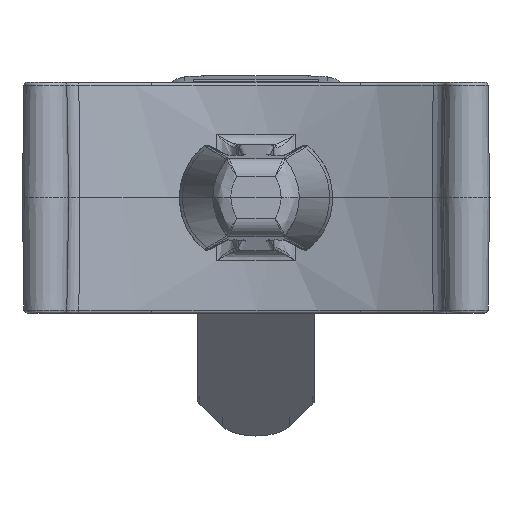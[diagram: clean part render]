
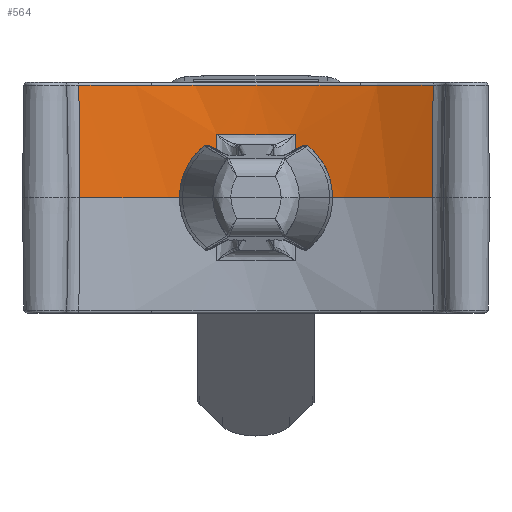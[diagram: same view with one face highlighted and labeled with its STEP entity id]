
A CAD part, front view. The second image highlights one B-rep face of the part: STEP entity #564.
In plain terms, the highlighted conical face has half-angle 1 degrees and reference radius 15.989 mm.
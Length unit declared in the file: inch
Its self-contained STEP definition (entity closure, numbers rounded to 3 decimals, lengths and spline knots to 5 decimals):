
#235=CONICAL_SURFACE('',#5179,0.6295,1.);
#385=B_SPLINE_CURVE_WITH_KNOTS('',3,(#8006,#8007,#8008,#8009,#8010,#8011,
#8012,#8013,#8014,#8015),.UNSPECIFIED.,.F.,.F.,(4,3,3,4),(0.,0.63484,
0.84392,1.),.UNSPECIFIED.);
#386=B_SPLINE_CURVE_WITH_KNOTS('',3,(#8019,#8020,#8021,#8022,#8023,#8024,
#8025,#8026,#8027,#8028),.UNSPECIFIED.,.F.,.F.,(4,3,3,4),(0.,0.15608,
0.79093,1.),.UNSPECIFIED.);
#564=ADVANCED_FACE('',(#968),#235,.F.);
#968=FACE_OUTER_BOUND('',#1290,.T.);
#1290=EDGE_LOOP('',(#2673,#2674,#2675,#2676,#2677,#2678,#2679,#2680));
#1584=CIRCLE('',#5175,0.63264);
#1585=CIRCLE('',#5176,0.6295);
#1586=CIRCLE('',#5177,0.63126);
#1587=CIRCLE('',#5178,0.6295);
#1859=LINE('',#7997,#2148);
#1860=LINE('',#8002,#2149);
#2148=VECTOR('',#5962,1.);
#2149=VECTOR('',#5965,1.);
#2673=ORIENTED_EDGE('',*,*,#4444,.F.);
#2674=ORIENTED_EDGE('',*,*,#4445,.T.);
#2675=ORIENTED_EDGE('',*,*,#4446,.T.);
#2676=ORIENTED_EDGE('',*,*,#4447,.F.);
#2677=ORIENTED_EDGE('',*,*,#4448,.T.);
#2678=ORIENTED_EDGE('',*,*,#4449,.T.);
#2679=ORIENTED_EDGE('',*,*,#4450,.T.);
#2680=ORIENTED_EDGE('',*,*,#4451,.F.);
#3959=VERTEX_POINT('',#7998);
#3960=VERTEX_POINT('',#7999);
#3961=VERTEX_POINT('',#8001);
#3962=VERTEX_POINT('',#8003);
#3963=VERTEX_POINT('',#8005);
#3964=VERTEX_POINT('',#8016);
#3965=VERTEX_POINT('',#8018);
#3966=VERTEX_POINT('',#8029);
#4444=EDGE_CURVE('',#3959,#3960,#1859,.T.);
#4445=EDGE_CURVE('',#3959,#3961,#1584,.T.);
#4446=EDGE_CURVE('',#3961,#3962,#1860,.T.);
#4447=EDGE_CURVE('',#3963,#3962,#1585,.T.);
#4448=EDGE_CURVE('',#3963,#3964,#385,.T.);
#4449=EDGE_CURVE('',#3964,#3965,#1586,.T.);
#4450=EDGE_CURVE('',#3965,#3966,#386,.T.);
#4451=EDGE_CURVE('',#3960,#3966,#1587,.T.);
#5175=AXIS2_PLACEMENT_3D('',#8000,#5963,#5964);
#5176=AXIS2_PLACEMENT_3D('',#8004,#5966,#5967);
#5177=AXIS2_PLACEMENT_3D('',#8017,#5968,#5969);
#5178=AXIS2_PLACEMENT_3D('',#8030,#5970,#5971);
#5179=AXIS2_PLACEMENT_3D('',#8031,#5972,#5973);
#5962=DIRECTION('',(-0.008,-0.016,-1.));
#5963=DIRECTION('',(0.,0.,1.));
#5964=DIRECTION('',(-1.,0.,0.));
#5965=DIRECTION('',(0.008,-0.016,-1.));
#5966=DIRECTION('',(0.,0.,1.));
#5967=DIRECTION('',(1.,0.,0.));
#5968=DIRECTION('',(0.,0.,-1.));
#5969=DIRECTION('',(-1.,0.,0.));
#5970=DIRECTION('',(0.,0.,1.));
#5971=DIRECTION('',(1.,0.,0.));
#5972=DIRECTION('',(0.,0.,1.));
#5973=DIRECTION('',(1.,0.,0.));
#7997=CARTESIAN_POINT('',(0.26807,-0.13001,-1.83328));
#7998=CARTESIAN_POINT('',(0.28383,-0.0986,0.18009));
#7999=CARTESIAN_POINT('',(0.28242,-0.10141,0.));
#8000=CARTESIAN_POINT('',(0.,-0.664,0.18009));
#8001=CARTESIAN_POINT('',(-0.28383,-0.0986,0.18009));
#8002=CARTESIAN_POINT('',(-0.26807,-0.13001,-1.83328));
#8003=CARTESIAN_POINT('',(-0.28242,-0.10141,0.));
#8004=CARTESIAN_POINT('',(0.,-0.664,0.));
#8005=CARTESIAN_POINT('',(-0.06637,-0.03801,0.));
#8006=CARTESIAN_POINT('',(-0.06637,-0.03801,0.));
#8007=CARTESIAN_POINT('',(-0.06559,-0.03755,0.02131));
#8008=CARTESIAN_POINT('',(-0.0648,-0.0371,0.04263));
#8009=CARTESIAN_POINT('',(-0.06401,-0.03664,0.06394));
#8010=CARTESIAN_POINT('',(-0.06375,-0.03649,0.07096));
#8011=CARTESIAN_POINT('',(-0.06349,-0.03634,0.07798));
#8012=CARTESIAN_POINT('',(-0.06323,-0.03619,0.085));
#8013=CARTESIAN_POINT('',(-0.06304,-0.03608,0.09024));
#8014=CARTESIAN_POINT('',(-0.06285,-0.03597,0.09548));
#8015=CARTESIAN_POINT('',(-0.06265,-0.03586,0.10072));
#8016=CARTESIAN_POINT('',(-0.06265,-0.03586,0.10072));
#8017=CARTESIAN_POINT('',(0.,-0.664,0.10072));
#8018=CARTESIAN_POINT('',(0.06265,-0.03586,0.10072));
#8019=CARTESIAN_POINT('',(0.06265,-0.03586,0.10072));
#8020=CARTESIAN_POINT('',(0.06285,-0.03597,0.09548));
#8021=CARTESIAN_POINT('',(0.06304,-0.03608,0.09024));
#8022=CARTESIAN_POINT('',(0.06323,-0.03619,0.085));
#8023=CARTESIAN_POINT('',(0.06402,-0.03665,0.06369));
#8024=CARTESIAN_POINT('',(0.06481,-0.0371,0.04237));
#8025=CARTESIAN_POINT('',(0.0656,-0.03756,0.02106));
#8026=CARTESIAN_POINT('',(0.06585,-0.03771,0.01404));
#8027=CARTESIAN_POINT('',(0.06611,-0.03786,0.00702));
#8028=CARTESIAN_POINT('',(0.06637,-0.03801,0.));
#8029=CARTESIAN_POINT('',(0.06637,-0.03801,0.));
#8030=CARTESIAN_POINT('',(0.,-0.664,0.));
#8031=CARTESIAN_POINT('',(0.,-0.664,0.));
